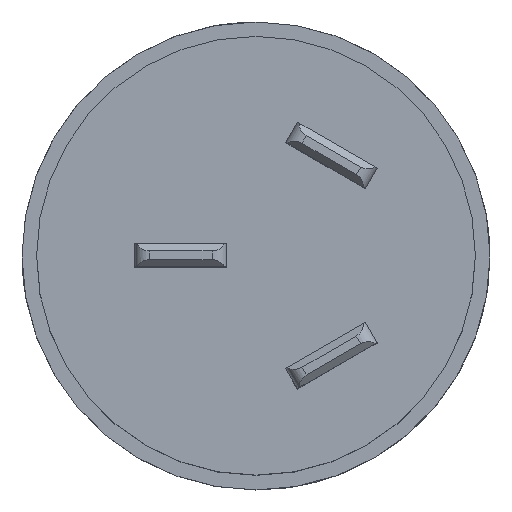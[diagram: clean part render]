
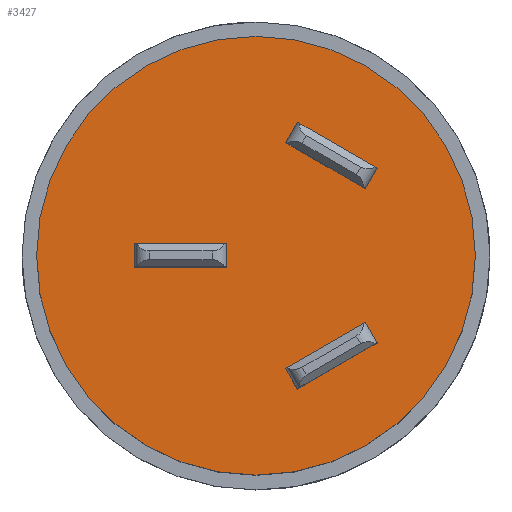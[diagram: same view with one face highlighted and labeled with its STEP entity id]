
A CAD part, top view. The second image highlights one B-rep face of the part: STEP entity #3427.
In plain terms, the highlighted planar face has unit normal (0, 0, 1).
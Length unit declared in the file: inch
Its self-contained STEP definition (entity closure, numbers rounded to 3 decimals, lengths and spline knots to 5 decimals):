
#16 = VECTOR ( 'NONE', #3574, 39.37008 ) ;
#35 = ORIENTED_EDGE ( 'NONE', *, *, #709, .F. ) ;
#87 = CARTESIAN_POINT ( 'NONE',  ( 0.23495, -0.3259, 0. ) ) ;
#201 = ORIENTED_EDGE ( 'NONE', *, *, #4961, .F. ) ;
#312 = ORIENTED_EDGE ( 'NONE', *, *, #2457, .F. ) ;
#374 = EDGE_CURVE ( 'NONE', #2062, #5113, #5512, .T. ) ;
#522 = DIRECTION ( 'NONE',  ( 0., -1., 0. ) ) ;
#537 = DIRECTION ( 'NONE',  ( -0.5, -0.866, 0. ) ) ;
#573 = CARTESIAN_POINT ( 'NONE',  ( 0.1804, -0.29441, 0. ) ) ;
#604 = EDGE_CURVE ( 'NONE', #1845, #1666, #1510, .T. ) ;
#628 = EDGE_CURVE ( 'NONE', #4264, #6303, #2284, .T. ) ;
#709 = EDGE_CURVE ( 'NONE', #3625, #4264, #1228, .T. ) ;
#757 = DIRECTION ( 'NONE',  ( -0.5, 0.866, 0. ) ) ;
#784 = ORIENTED_EDGE ( 'NONE', *, *, #1640, .F. ) ;
#822 = VECTOR ( 'NONE', #522, 39.37008 ) ;
#989 = ORIENTED_EDGE ( 'NONE', *, *, #374, .T. ) ;
#1007 = LINE ( 'NONE', #6043, #5474 ) ;
#1017 = CARTESIAN_POINT ( 'NONE',  ( 0.0315, 0.32677, 0. ) ) ;
#1117 = LINE ( 'NONE', #1670, #6767 ) ;
#1228 = LINE ( 'NONE', #3156, #2156 ) ;
#1294 = PLANE ( 'NONE',  #6781 ) ;
#1309 = AXIS2_PLACEMENT_3D ( 'NONE', #3217, #2629, #6436 ) ;
#1319 = VECTOR ( 'NONE', #2173, 39.37008 ) ;
#1355 = CARTESIAN_POINT ( 'NONE',  ( -0.1804, -0.29441, 0. ) ) ;
#1510 = LINE ( 'NONE', #1017, #5385 ) ;
#1622 = CARTESIAN_POINT ( 'NONE',  ( -0.0315, 0.07874, 0. ) ) ;
#1640 = EDGE_CURVE ( 'NONE', #4454, #5466, #4955, .T. ) ;
#1666 = VERTEX_POINT ( 'NONE', #6909 ) ;
#1670 = CARTESIAN_POINT ( 'NONE',  ( -0.23495, -0.3259, 0. ) ) ;
#1782 = VECTOR ( 'NONE', #537, 39.37008 ) ;
#1818 = DIRECTION ( 'NONE',  ( -1., 0., 0. ) ) ;
#1845 = VERTEX_POINT ( 'NONE', #8192 ) ;
#1893 = DIRECTION ( 'NONE',  ( -1., 0., 0. ) ) ;
#2062 = VERTEX_POINT ( 'NONE', #4740 ) ;
#2093 = EDGE_LOOP ( 'NONE', ( #312, #3225, #7259, #6433 ) ) ;
#2153 = CARTESIAN_POINT ( 'NONE',  ( 0.30442, -0.07961, 0. ) ) ;
#2156 = VECTOR ( 'NONE', #4447, 39.37008 ) ;
#2173 = DIRECTION ( 'NONE',  ( 0.866, -0.5, 0. ) ) ;
#2284 = LINE ( 'NONE', #2953, #16 ) ;
#2333 = DIRECTION ( 'NONE',  ( 0.866, 0.5, 0. ) ) ;
#2348 = CARTESIAN_POINT ( 'NONE',  ( 0.59055, 0., 0. ) ) ;
#2457 = EDGE_CURVE ( 'NONE', #7578, #5692, #5473, .T. ) ;
#2586 = FACE_BOUND ( 'NONE', #2093, .T. ) ;
#2629 = DIRECTION ( 'NONE',  ( 0., 0., 1. ) ) ;
#2654 = DIRECTION ( 'NONE',  ( 0.5, 0.866, 0. ) ) ;
#2661 = CARTESIAN_POINT ( 'NONE',  ( -0.30442, -0.07961, 0. ) ) ;
#2668 = DIRECTION ( 'NONE',  ( 0., 0., 1. ) ) ;
#2780 = VECTOR ( 'NONE', #1818, 39.37008 ) ;
#2861 = DIRECTION ( 'NONE',  ( -0.866, 0.5, 0. ) ) ;
#2894 = VECTOR ( 'NONE', #2654, 39.37008 ) ;
#2931 = EDGE_CURVE ( 'NONE', #1666, #4454, #8119, .T. ) ;
#2953 = CARTESIAN_POINT ( 'NONE',  ( -0.23495, -0.3259, 0. ) ) ;
#3116 = ORIENTED_EDGE ( 'NONE', *, *, #2931, .F. ) ;
#3156 = CARTESIAN_POINT ( 'NONE',  ( -0.35897, -0.1111, 0. ) ) ;
#3180 = EDGE_LOOP ( 'NONE', ( #4308, #7938, #35, #201 ) ) ;
#3217 = CARTESIAN_POINT ( 'NONE',  ( 0., 0., 0. ) ) ;
#3225 = ORIENTED_EDGE ( 'NONE', *, *, #4461, .F. ) ;
#3398 = LINE ( 'NONE', #1355, #4388 ) ;
#3427 = ADVANCED_FACE ( 'NONE', ( #2586, #8261, #5141, #7090 ), #1294, .F. ) ;
#3440 = VECTOR ( 'NONE', #4280, 39.37008 ) ;
#3452 = EDGE_CURVE ( 'NONE', #5113, #2062, #3848, .T. ) ;
#3574 = DIRECTION ( 'NONE',  ( 0.5, -0.866, 0. ) ) ;
#3625 = VERTEX_POINT ( 'NONE', #2661 ) ;
#3655 = DIRECTION ( 'NONE',  ( 0., 1., 0. ) ) ;
#3799 = CARTESIAN_POINT ( 'NONE',  ( 0., 0., 0. ) ) ;
#3848 = CIRCLE ( 'NONE', #1309, 0.59055 ) ;
#3958 = CARTESIAN_POINT ( 'NONE',  ( 0., 0., 0. ) ) ;
#4127 = CARTESIAN_POINT ( 'NONE',  ( 0.1804, -0.29441, 0. ) ) ;
#4233 = CARTESIAN_POINT ( 'NONE',  ( -0.0315, 0.32677, 0. ) ) ;
#4264 = VERTEX_POINT ( 'NONE', #4737 ) ;
#4280 = DIRECTION ( 'NONE',  ( 1., 0., 0. ) ) ;
#4308 = ORIENTED_EDGE ( 'NONE', *, *, #5495, .F. ) ;
#4388 = VECTOR ( 'NONE', #757, 39.37008 ) ;
#4447 = DIRECTION ( 'NONE',  ( -0.866, -0.5, 0. ) ) ;
#4454 = VERTEX_POINT ( 'NONE', #5769 ) ;
#4461 = EDGE_CURVE ( 'NONE', #4925, #7578, #6271, .T. ) ;
#4636 = DIRECTION ( 'NONE',  ( 1., 0., 0. ) ) ;
#4695 = VERTEX_POINT ( 'NONE', #8054 ) ;
#4737 = CARTESIAN_POINT ( 'NONE',  ( -0.35897, -0.1111, 0. ) ) ;
#4740 = CARTESIAN_POINT ( 'NONE',  ( -0.59055, 0., 0. ) ) ;
#4925 = VERTEX_POINT ( 'NONE', #2153 ) ;
#4955 = LINE ( 'NONE', #5670, #822 ) ;
#4961 = EDGE_CURVE ( 'NONE', #4695, #3625, #3398, .T. ) ;
#5113 = VERTEX_POINT ( 'NONE', #2348 ) ;
#5141 = FACE_BOUND ( 'NONE', #3180, .T. ) ;
#5152 = EDGE_CURVE ( 'NONE', #6994, #4925, #1007, .T. ) ;
#5385 = VECTOR ( 'NONE', #3655, 39.37008 ) ;
#5466 = VERTEX_POINT ( 'NONE', #6796 ) ;
#5473 = LINE ( 'NONE', #4127, #1319 ) ;
#5474 = VECTOR ( 'NONE', #2861, 39.37008 ) ;
#5495 = EDGE_CURVE ( 'NONE', #6303, #4695, #1117, .T. ) ;
#5512 = CIRCLE ( 'NONE', #5640, 0.59055 ) ;
#5516 = EDGE_LOOP ( 'NONE', ( #7494, #989 ) ) ;
#5640 = AXIS2_PLACEMENT_3D ( 'NONE', #3958, #2668, #4636 ) ;
#5670 = CARTESIAN_POINT ( 'NONE',  ( -0.0315, 0.32677, 0. ) ) ;
#5692 = VERTEX_POINT ( 'NONE', #5761 ) ;
#5761 = CARTESIAN_POINT ( 'NONE',  ( 0.23495, -0.3259, 0. ) ) ;
#5769 = CARTESIAN_POINT ( 'NONE',  ( -0.0315, 0.32677, 0. ) ) ;
#5830 = LINE ( 'NONE', #87, #2894 ) ;
#5962 = EDGE_CURVE ( 'NONE', #5466, #1845, #7368, .T. ) ;
#6043 = CARTESIAN_POINT ( 'NONE',  ( 0.30442, -0.07961, 0. ) ) ;
#6271 = LINE ( 'NONE', #573, #1782 ) ;
#6292 = EDGE_CURVE ( 'NONE', #5692, #6994, #5830, .T. ) ;
#6303 = VERTEX_POINT ( 'NONE', #6736 ) ;
#6402 = CARTESIAN_POINT ( 'NONE',  ( 0.1804, -0.29441, 0. ) ) ;
#6433 = ORIENTED_EDGE ( 'NONE', *, *, #6292, .F. ) ;
#6436 = DIRECTION ( 'NONE',  ( 1., 0., 0. ) ) ;
#6609 = ORIENTED_EDGE ( 'NONE', *, *, #604, .F. ) ;
#6659 = EDGE_LOOP ( 'NONE', ( #784, #3116, #6609, #7011 ) ) ;
#6736 = CARTESIAN_POINT ( 'NONE',  ( -0.23495, -0.3259, 0. ) ) ;
#6767 = VECTOR ( 'NONE', #2333, 39.37008 ) ;
#6781 = AXIS2_PLACEMENT_3D ( 'NONE', #3799, #7602, #1893 ) ;
#6796 = CARTESIAN_POINT ( 'NONE',  ( -0.0315, 0.07874, 0. ) ) ;
#6909 = CARTESIAN_POINT ( 'NONE',  ( 0.0315, 0.32677, 0. ) ) ;
#6994 = VERTEX_POINT ( 'NONE', #7641 ) ;
#7011 = ORIENTED_EDGE ( 'NONE', *, *, #5962, .F. ) ;
#7090 = FACE_BOUND ( 'NONE', #6659, .T. ) ;
#7259 = ORIENTED_EDGE ( 'NONE', *, *, #5152, .F. ) ;
#7368 = LINE ( 'NONE', #1622, #3440 ) ;
#7494 = ORIENTED_EDGE ( 'NONE', *, *, #3452, .T. ) ;
#7578 = VERTEX_POINT ( 'NONE', #6402 ) ;
#7602 = DIRECTION ( 'NONE',  ( 0., 0., -1. ) ) ;
#7641 = CARTESIAN_POINT ( 'NONE',  ( 0.35897, -0.1111, 0. ) ) ;
#7938 = ORIENTED_EDGE ( 'NONE', *, *, #628, .F. ) ;
#8054 = CARTESIAN_POINT ( 'NONE',  ( -0.1804, -0.29441, 0. ) ) ;
#8119 = LINE ( 'NONE', #4233, #2780 ) ;
#8192 = CARTESIAN_POINT ( 'NONE',  ( 0.0315, 0.07874, 0. ) ) ;
#8261 = FACE_OUTER_BOUND ( 'NONE', #5516, .T. ) ;
